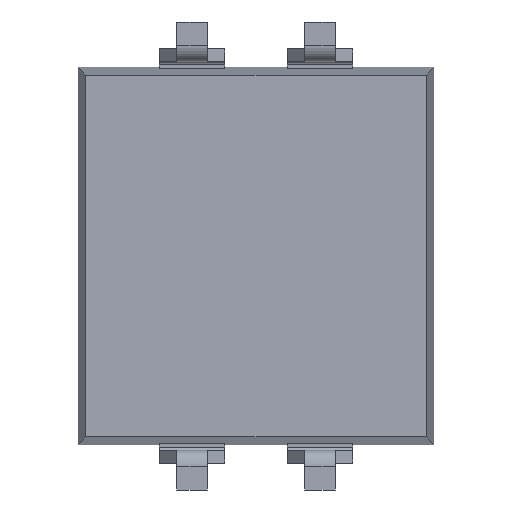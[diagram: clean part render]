
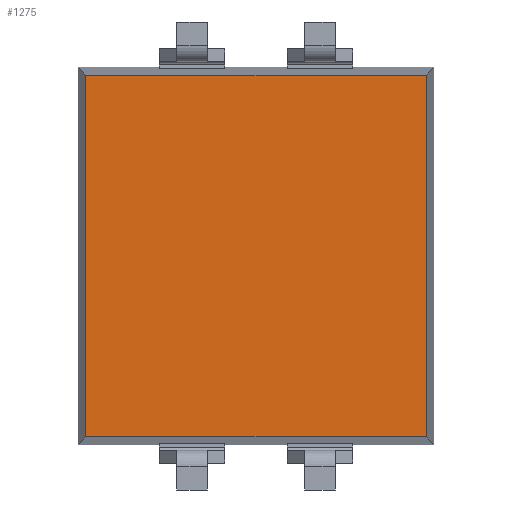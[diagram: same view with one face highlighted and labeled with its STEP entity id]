
A CAD part, front view. The second image highlights one B-rep face of the part: STEP entity #1275.
In plain terms, the highlighted planar face has unit normal (0, -1, 0).
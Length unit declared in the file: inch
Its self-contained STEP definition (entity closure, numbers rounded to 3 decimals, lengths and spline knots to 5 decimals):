
#64 = CARTESIAN_POINT ( 'NONE',  ( -0.139, 0.037, -0.14146 ) ) ;
#126 = FACE_OUTER_BOUND ( 'NONE', #3462, .T. ) ;
#201 = PLANE ( 'NONE',  #1417 ) ;
#203 = VECTOR ( 'NONE', #2442, 39.37008 ) ;
#257 = CARTESIAN_POINT ( 'NONE',  ( -0.13296, 0.037, 0.14146 ) ) ;
#381 = CARTESIAN_POINT ( 'NONE',  ( 0.13296, 0.037, 0.1475 ) ) ;
#450 = LINE ( 'NONE', #381, #3396 ) ;
#550 = VECTOR ( 'NONE', #2291, 39.37008 ) ;
#569 = CARTESIAN_POINT ( 'NONE',  ( -0.139, 0.037, 0.1475 ) ) ;
#686 = ORIENTED_EDGE ( 'NONE', *, *, #2036, .T. ) ;
#759 = LINE ( 'NONE', #64, #203 ) ;
#949 = ORIENTED_EDGE ( 'NONE', *, *, #3284, .T. ) ;
#1059 = EDGE_CURVE ( 'NONE', #3251, #4437, #759, .T. ) ;
#1192 = EDGE_CURVE ( 'NONE', #2694, #3806, #4277, .T. ) ;
#1275 = ADVANCED_FACE ( 'NONE', ( #126 ), #201, .F. ) ;
#1417 = AXIS2_PLACEMENT_3D ( 'NONE', #569, #4321, #2955 ) ;
#1425 = CARTESIAN_POINT ( 'NONE',  ( -0.13296, 0.037, 0.1475 ) ) ;
#1427 = VECTOR ( 'NONE', #3320, 39.37008 ) ;
#1838 = CARTESIAN_POINT ( 'NONE',  ( -0.139, 0.037, 0.14146 ) ) ;
#1962 = CARTESIAN_POINT ( 'NONE',  ( 0.13296, 0.037, -0.14146 ) ) ;
#2036 = EDGE_CURVE ( 'NONE', #4437, #2694, #450, .T. ) ;
#2130 = CARTESIAN_POINT ( 'NONE',  ( 0.13296, 0.037, 0.14146 ) ) ;
#2291 = DIRECTION ( 'NONE',  ( 0., 0., -1. ) ) ;
#2371 = LINE ( 'NONE', #1425, #550 ) ;
#2442 = DIRECTION ( 'NONE',  ( 1., 0., 0. ) ) ;
#2694 = VERTEX_POINT ( 'NONE', #2130 ) ;
#2955 = DIRECTION ( 'NONE',  ( 0., 0., 1. ) ) ;
#3145 = CARTESIAN_POINT ( 'NONE',  ( -0.13296, 0.037, -0.14146 ) ) ;
#3251 = VERTEX_POINT ( 'NONE', #3145 ) ;
#3284 = EDGE_CURVE ( 'NONE', #3806, #3251, #2371, .T. ) ;
#3320 = DIRECTION ( 'NONE',  ( -1., 0., 0. ) ) ;
#3396 = VECTOR ( 'NONE', #4182, 39.37008 ) ;
#3462 = EDGE_LOOP ( 'NONE', ( #4263, #949, #4100, #686 ) ) ;
#3806 = VERTEX_POINT ( 'NONE', #257 ) ;
#4100 = ORIENTED_EDGE ( 'NONE', *, *, #1059, .T. ) ;
#4182 = DIRECTION ( 'NONE',  ( 0., 0., 1. ) ) ;
#4263 = ORIENTED_EDGE ( 'NONE', *, *, #1192, .T. ) ;
#4277 = LINE ( 'NONE', #1838, #1427 ) ;
#4321 = DIRECTION ( 'NONE',  ( 0., 1., 0. ) ) ;
#4437 = VERTEX_POINT ( 'NONE', #1962 ) ;
